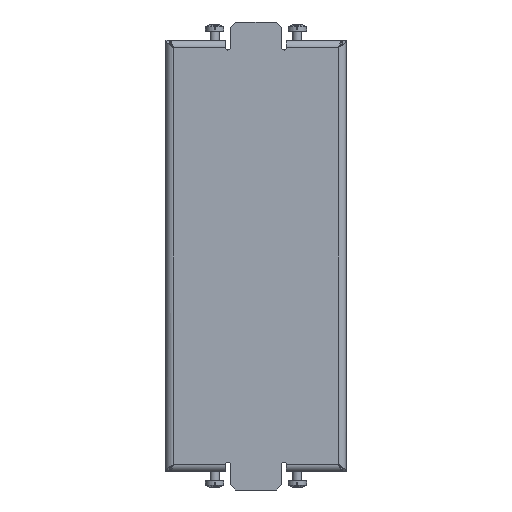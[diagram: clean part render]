
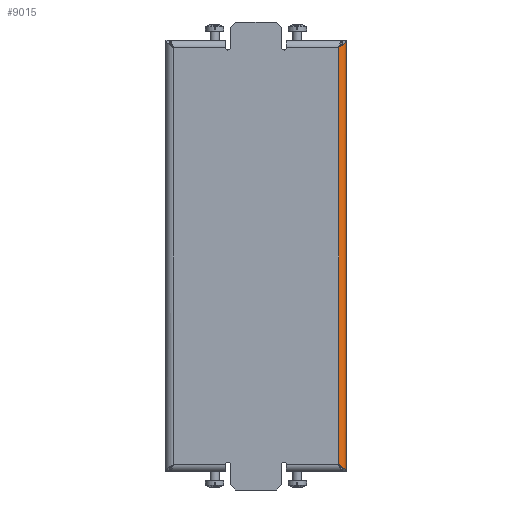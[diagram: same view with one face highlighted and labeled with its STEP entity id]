
A CAD part, left-side view. The second image highlights one B-rep face of the part: STEP entity #9015.
In plain terms, the highlighted cylindrical face has radius 4 mm (diameter 8 mm), a partial arc.
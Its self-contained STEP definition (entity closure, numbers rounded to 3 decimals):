
#37 = CARTESIAN_POINT ( 'NONE',  ( -116.065, 48.47, -1.994 ) ) ;
#127 = CARTESIAN_POINT ( 'NONE',  ( -117.232, 49., -3.736 ) ) ;
#241 = CARTESIAN_POINT ( 'NONE',  ( -113.4, 49., -4. ) ) ;
#331 = CARTESIAN_POINT ( 'NONE',  ( 116.067, 48.495, -1.986 ) ) ;
#360 = CARTESIAN_POINT ( 'NONE',  ( 114.067, 46.047, -0.104 ) ) ;
#694 = LINE ( 'NONE', #241, #4197 ) ;
#702 = B_SPLINE_CURVE_WITH_KNOTS ( 'NONE', 3,
 ( #759, #1425, #8484, #6458, #5685, #4313, #5781, #37, #1453, #5045, #5652, #6392, #127, #7790 ),
 .UNSPECIFIED., .F., .F.,
 ( 4, 2, 2, 2, 2, 2, 4 ),
 ( 0., 0.002, 0.004, 0.005, 0.006, 0.006, 0.007 ),
 .UNSPECIFIED. ) ;
#759 = CARTESIAN_POINT ( 'NONE',  ( -113.4, 45., 0. ) ) ;
#820 = VERTEX_POINT ( 'NONE', #8947 ) ;
#1130 = CARTESIAN_POINT ( 'NONE',  ( 113.4, 45., 0. ) ) ;
#1424 = ORIENTED_EDGE ( 'NONE', *, *, #8589, .F. ) ;
#1425 = CARTESIAN_POINT ( 'NONE',  ( -113.736, 45.528, 0. ) ) ;
#1453 = CARTESIAN_POINT ( 'NONE',  ( -116.231, 48.594, -2.224 ) ) ;
#1556 = ORIENTED_EDGE ( 'NONE', *, *, #5343, .F. ) ;
#1623 = DIRECTION ( 'NONE',  ( -1., 0., 0. ) ) ;
#1649 = LINE ( 'NONE', #7011, #6650 ) ;
#1945 = DIRECTION ( 'NONE',  ( 1., 0., 0. ) ) ;
#2458 = CARTESIAN_POINT ( 'NONE',  ( -113.4, 45., 0. ) ) ;
#2464 = CARTESIAN_POINT ( 'NONE',  ( 113.733, 45.524, 0. ) ) ;
#2581 = ORIENTED_EDGE ( 'NONE', *, *, #3646, .T. ) ;
#2592 = CYLINDRICAL_SURFACE ( 'NONE', #7846, 4. ) ;
#2820 = VERTEX_POINT ( 'NONE', #2458 ) ;
#3472 = VERTEX_POINT ( 'NONE', #1130 ) ;
#3646 = EDGE_CURVE ( 'NONE', #2820, #3472, #1649, .T. ) ;
#3835 = CARTESIAN_POINT ( 'NONE',  ( 114.733, 47.014, -0.505 ) ) ;
#4197 = VECTOR ( 'NONE', #1623, 1000. ) ;
#4276 = CARTESIAN_POINT ( 'NONE',  ( -117.4, 49., -4. ) ) ;
#4313 = CARTESIAN_POINT ( 'NONE',  ( -115.567, 48.014, -1.357 ) ) ;
#4460 = CARTESIAN_POINT ( 'NONE',  ( 116.733, 48.896, -2.953 ) ) ;
#4472 = FACE_OUTER_BOUND ( 'NONE', #8857, .T. ) ;
#4576 = EDGE_CURVE ( 'NONE', #820, #5909, #694, .T. ) ;
#5032 = CARTESIAN_POINT ( 'NONE',  ( 234.851, 45., -4. ) ) ;
#5045 = CARTESIAN_POINT ( 'NONE',  ( -116.566, 48.796, -2.71 ) ) ;
#5343 = EDGE_CURVE ( 'NONE', #2820, #5909, #702, .T. ) ;
#5652 = CARTESIAN_POINT ( 'NONE',  ( -116.733, 48.872, -2.963 ) ) ;
#5685 = CARTESIAN_POINT ( 'NONE',  ( -115.063, 47.454, -0.798 ) ) ;
#5722 = B_SPLINE_CURVE_WITH_KNOTS ( 'NONE', 3,
 ( #8690, #8749, #4460, #331, #6656, #7383, #3835, #360, #2464, #7331 ),
 .UNSPECIFIED., .F., .F.,
 ( 4, 2, 2, 2, 4 ),
 ( 0., 0.25, 0.5, 0.75, 1. ),
 .UNSPECIFIED. ) ;
#5730 = ORIENTED_EDGE ( 'NONE', *, *, #4576, .T. ) ;
#5781 = CARTESIAN_POINT ( 'NONE',  ( -115.734, 48.181, -1.56 ) ) ;
#5909 = VERTEX_POINT ( 'NONE', #4276 ) ;
#6392 = CARTESIAN_POINT ( 'NONE',  ( -117.066, 48.974, -3.475 ) ) ;
#6458 = CARTESIAN_POINT ( 'NONE',  ( -114.736, 47.018, -0.506 ) ) ;
#6650 = VECTOR ( 'NONE', #1945, 1000. ) ;
#6656 = CARTESIAN_POINT ( 'NONE',  ( 115.733, 48.199, -1.542 ) ) ;
#7011 = CARTESIAN_POINT ( 'NONE',  ( -117.4, 45., 0. ) ) ;
#7025 = DIRECTION ( 'NONE',  ( 0., 0., 1. ) ) ;
#7331 = CARTESIAN_POINT ( 'NONE',  ( 113.4, 45., 0. ) ) ;
#7383 = CARTESIAN_POINT ( 'NONE',  ( 115.067, 47.458, -0.801 ) ) ;
#7790 = CARTESIAN_POINT ( 'NONE',  ( -117.4, 49., -4. ) ) ;
#7836 = DIRECTION ( 'NONE',  ( -1., 0., 0. ) ) ;
#7846 = AXIS2_PLACEMENT_3D ( 'NONE', #5032, #7836, #7025 ) ;
#8484 = CARTESIAN_POINT ( 'NONE',  ( -114.063, 46.042, -0.102 ) ) ;
#8589 = EDGE_CURVE ( 'NONE', #820, #3472, #5722, .T. ) ;
#8690 = CARTESIAN_POINT ( 'NONE',  ( 117.4, 49., -4. ) ) ;
#8749 = CARTESIAN_POINT ( 'NONE',  ( 117.067, 49., -3.476 ) ) ;
#8857 = EDGE_LOOP ( 'NONE', ( #2581, #1424, #5730, #1556 ) ) ;
#8947 = CARTESIAN_POINT ( 'NONE',  ( 117.4, 49., -4. ) ) ;
#9015 = ADVANCED_FACE ( 'NONE', ( #4472 ), #2592, .T. ) ;
